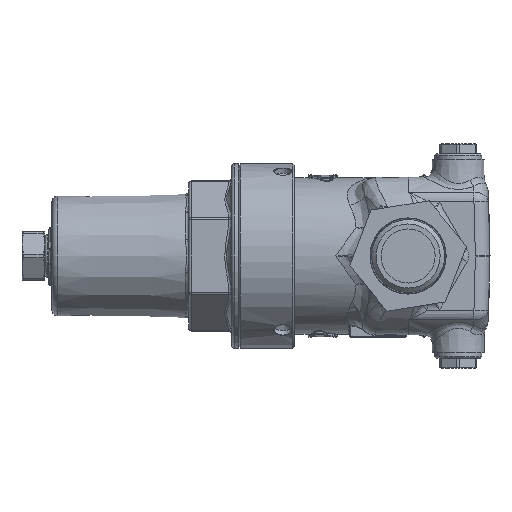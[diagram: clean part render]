
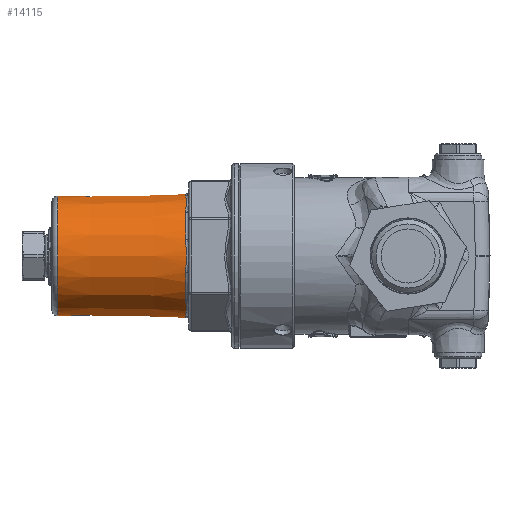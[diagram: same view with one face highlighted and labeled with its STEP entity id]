
A CAD part, left-side view. The second image highlights one B-rep face of the part: STEP entity #14115.
In plain terms, the highlighted conical face has half-angle 1 degrees and reference radius 21.55 mm.
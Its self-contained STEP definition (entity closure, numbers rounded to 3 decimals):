
#1447=B_SPLINE_CURVE_WITH_KNOTS('',3,(#39184,#39185,#39186,#39187,#39188),
 .UNSPECIFIED.,.F.,.F.,(4,1,4),(-3.142,-1.346,0.),
 .UNSPECIFIED.);
#1448=B_SPLINE_CURVE_WITH_KNOTS('',3,(#39192,#39193,#39194,#39195,#39196,
#39197),.UNSPECIFIED.,.F.,.F.,(4,1,1,4),(-3.142,-1.346,
0.449,3.142),.UNSPECIFIED.);
#1449=B_SPLINE_CURVE_WITH_KNOTS('',3,(#39201,#39202,#39203,#39204,#39205,
#39206),.UNSPECIFIED.,.F.,.F.,(4,1,1,4),(-3.142,-1.346,
0.449,3.142),.UNSPECIFIED.);
#1450=B_SPLINE_CURVE_WITH_KNOTS('',3,(#39210,#39211,#39212,#39213,#39214,
#39215),.UNSPECIFIED.,.F.,.F.,(4,1,1,4),(-3.142,-1.346,
0.449,3.142),.UNSPECIFIED.);
#1451=B_SPLINE_CURVE_WITH_KNOTS('',3,(#39219,#39220,#39221,#39222,#39223,
#39224),.UNSPECIFIED.,.F.,.F.,(4,1,1,4),(-3.142,-1.346,
0.449,3.142),.UNSPECIFIED.);
#1452=B_SPLINE_CURVE_WITH_KNOTS('',3,(#39228,#39229,#39230,#39231,#39232,
#39233),.UNSPECIFIED.,.F.,.F.,(4,1,1,4),(-3.142,-1.346,
0.449,3.142),.UNSPECIFIED.);
#1453=B_SPLINE_CURVE_WITH_KNOTS('',3,(#39236,#39237,#39238,#39239,#39240),
 .UNSPECIFIED.,.F.,.F.,(4,1,4),(0.,0.449,
3.142),.UNSPECIFIED.);
#1794=CONICAL_SURFACE('',#15187,21.55,0.017);
#2152=LINE('',#39182,#2610);
#2610=VECTOR('',#17474,21.55);
#3613=FACE_OUTER_BOUND('',#4511,.T.);
#4511=EDGE_LOOP('',(#12312,#12313,#12314,#12315,#12316,#12317,#12318,#12319,
#12320,#12321,#12322,#12323,#12324,#12325,#12326,#12327));
#5074=CIRCLE('',#15100,21.034);
#5125=CIRCLE('',#15188,21.821);
#5126=CIRCLE('',#15189,21.821);
#5127=CIRCLE('',#15190,21.821);
#5128=CIRCLE('',#15191,21.821);
#5129=CIRCLE('',#15192,21.821);
#5130=CIRCLE('',#15193,21.821);
#6198=VERTEX_POINT('',#37899);
#6281=VERTEX_POINT('',#39181);
#6282=VERTEX_POINT('',#39183);
#6283=VERTEX_POINT('',#39189);
#6284=VERTEX_POINT('',#39191);
#6285=VERTEX_POINT('',#39198);
#6286=VERTEX_POINT('',#39200);
#6287=VERTEX_POINT('',#39207);
#6288=VERTEX_POINT('',#39209);
#6289=VERTEX_POINT('',#39216);
#6290=VERTEX_POINT('',#39218);
#6291=VERTEX_POINT('',#39225);
#6292=VERTEX_POINT('',#39227);
#6293=VERTEX_POINT('',#39234);
#8217=EDGE_CURVE('',#6198,#6198,#5074,.T.);
#8349=EDGE_CURVE('',#6198,#6281,#2152,.T.);
#8350=EDGE_CURVE('',#6282,#6281,#1447,.T.);
#8351=EDGE_CURVE('',#6283,#6282,#5125,.T.);
#8352=EDGE_CURVE('',#6284,#6283,#1448,.T.);
#8353=EDGE_CURVE('',#6285,#6284,#5126,.T.);
#8354=EDGE_CURVE('',#6286,#6285,#1449,.T.);
#8355=EDGE_CURVE('',#6287,#6286,#5127,.T.);
#8356=EDGE_CURVE('',#6288,#6287,#1450,.T.);
#8357=EDGE_CURVE('',#6289,#6288,#5128,.T.);
#8358=EDGE_CURVE('',#6290,#6289,#1451,.T.);
#8359=EDGE_CURVE('',#6291,#6290,#5129,.T.);
#8360=EDGE_CURVE('',#6292,#6291,#1452,.T.);
#8361=EDGE_CURVE('',#6293,#6292,#5130,.T.);
#8362=EDGE_CURVE('',#6281,#6293,#1453,.T.);
#12312=ORIENTED_EDGE('',*,*,#8217,.F.);
#12313=ORIENTED_EDGE('',*,*,#8349,.T.);
#12314=ORIENTED_EDGE('',*,*,#8350,.F.);
#12315=ORIENTED_EDGE('',*,*,#8351,.F.);
#12316=ORIENTED_EDGE('',*,*,#8352,.F.);
#12317=ORIENTED_EDGE('',*,*,#8353,.F.);
#12318=ORIENTED_EDGE('',*,*,#8354,.F.);
#12319=ORIENTED_EDGE('',*,*,#8355,.F.);
#12320=ORIENTED_EDGE('',*,*,#8356,.F.);
#12321=ORIENTED_EDGE('',*,*,#8357,.F.);
#12322=ORIENTED_EDGE('',*,*,#8358,.F.);
#12323=ORIENTED_EDGE('',*,*,#8359,.F.);
#12324=ORIENTED_EDGE('',*,*,#8360,.F.);
#12325=ORIENTED_EDGE('',*,*,#8361,.F.);
#12326=ORIENTED_EDGE('',*,*,#8362,.F.);
#12327=ORIENTED_EDGE('',*,*,#8349,.F.);
#14115=ADVANCED_FACE('',(#3613),#1794,.T.);
#15100=AXIS2_PLACEMENT_3D('',#37901,#17269,#17270);
#15187=AXIS2_PLACEMENT_3D('',#39180,#17472,#17473);
#15188=AXIS2_PLACEMENT_3D('',#39190,#17475,#17476);
#15189=AXIS2_PLACEMENT_3D('',#39199,#17477,#17478);
#15190=AXIS2_PLACEMENT_3D('',#39208,#17479,#17480);
#15191=AXIS2_PLACEMENT_3D('',#39217,#17481,#17482);
#15192=AXIS2_PLACEMENT_3D('',#39226,#17483,#17484);
#15193=AXIS2_PLACEMENT_3D('',#39235,#17485,#17486);
#17269=DIRECTION('center_axis',(0.,1.,0.));
#17270=DIRECTION('ref_axis',(-1.,0.,0.));
#17472=DIRECTION('center_axis',(0.,-1.,0.));
#17473=DIRECTION('ref_axis',(1.,0.,0.));
#17474=DIRECTION('',(-0.017,-1.,0.));
#17475=DIRECTION('center_axis',(0.,-1.,0.));
#17476=DIRECTION('ref_axis',(1.,0.,0.));
#17477=DIRECTION('center_axis',(0.,-1.,0.));
#17478=DIRECTION('ref_axis',(1.,0.,0.));
#17479=DIRECTION('center_axis',(0.,-1.,0.));
#17480=DIRECTION('ref_axis',(1.,0.,0.));
#17481=DIRECTION('center_axis',(0.,-1.,0.));
#17482=DIRECTION('ref_axis',(1.,0.,0.));
#17483=DIRECTION('center_axis',(0.,-1.,0.));
#17484=DIRECTION('ref_axis',(1.,0.,0.));
#17485=DIRECTION('center_axis',(0.,-1.,0.));
#17486=DIRECTION('ref_axis',(1.,0.,0.));
#37899=CARTESIAN_POINT('',(-21.034,123.269,0.));
#37901=CARTESIAN_POINT('Origin',(0.,123.269,
0.));
#39180=CARTESIAN_POINT('Origin',(0.,93.7,0.));
#39181=CARTESIAN_POINT('',(-21.824,78.005,0.));
#39182=CARTESIAN_POINT('',(-21.55,93.7,0.));
#39183=CARTESIAN_POINT('',(-21.036,78.183,5.799));
#39184=CARTESIAN_POINT('Ctrl Pts',(-21.036,78.183,5.799));
#39185=CARTESIAN_POINT('Ctrl Pts',(-21.333,78.183,4.72));
#39186=CARTESIAN_POINT('Ctrl Pts',(-21.71,78.064,2.796));
#39187=CARTESIAN_POINT('Ctrl Pts',(-21.824,78.006,0.839));
#39188=CARTESIAN_POINT('Ctrl Pts',(-21.824,78.005,0.));
#39189=CARTESIAN_POINT('',(-15.54,78.183,15.318));
#39190=CARTESIAN_POINT('Origin',(0.,78.183,
0.));
#39191=CARTESIAN_POINT('',(-5.496,78.183,21.117));
#39192=CARTESIAN_POINT('Ctrl Pts',(-5.496,78.183,21.117));
#39193=CARTESIAN_POINT('Ctrl Pts',(-6.579,78.183,20.835));
#39194=CARTESIAN_POINT('Ctrl Pts',(-8.698,78.047,20.109));
#39195=CARTESIAN_POINT('Ctrl Pts',(-12.174,77.949,18.278));
#39196=CARTESIAN_POINT('Ctrl Pts',(-14.362,78.183,16.513));
#39197=CARTESIAN_POINT('Ctrl Pts',(-15.54,78.183,15.318));
#39198=CARTESIAN_POINT('',(5.496,78.183,21.117));
#39199=CARTESIAN_POINT('Origin',(0.,78.183,
0.));
#39200=CARTESIAN_POINT('',(15.54,78.183,15.318));
#39201=CARTESIAN_POINT('Ctrl Pts',(15.54,78.183,15.318));
#39202=CARTESIAN_POINT('Ctrl Pts',(14.755,78.183,16.115));
#39203=CARTESIAN_POINT('Ctrl Pts',(13.066,78.047,17.587));
#39204=CARTESIAN_POINT('Ctrl Pts',(9.742,77.949,19.682));
#39205=CARTESIAN_POINT('Ctrl Pts',(7.12,78.183,20.695));
#39206=CARTESIAN_POINT('Ctrl Pts',(5.496,78.183,21.117));
#39207=CARTESIAN_POINT('',(21.036,78.183,5.799));
#39208=CARTESIAN_POINT('Origin',(0.,78.183,
0.));
#39209=CARTESIAN_POINT('',(21.036,78.183,-5.799));
#39210=CARTESIAN_POINT('Ctrl Pts',(21.036,78.183,-5.799));
#39211=CARTESIAN_POINT('Ctrl Pts',(21.333,78.183,-4.72));
#39212=CARTESIAN_POINT('Ctrl Pts',(21.764,78.047,-2.522));
#39213=CARTESIAN_POINT('Ctrl Pts',(21.916,77.949,1.404));
#39214=CARTESIAN_POINT('Ctrl Pts',(21.482,78.183,4.181));
#39215=CARTESIAN_POINT('Ctrl Pts',(21.036,78.183,5.799));
#39216=CARTESIAN_POINT('',(15.54,78.183,-15.318));
#39217=CARTESIAN_POINT('Origin',(0.,78.183,
0.));
#39218=CARTESIAN_POINT('',(5.496,78.183,-21.117));
#39219=CARTESIAN_POINT('Ctrl Pts',(5.496,78.183,-21.117));
#39220=CARTESIAN_POINT('Ctrl Pts',(6.579,78.183,-20.835));
#39221=CARTESIAN_POINT('Ctrl Pts',(8.698,78.047,-20.109));
#39222=CARTESIAN_POINT('Ctrl Pts',(12.174,77.949,-18.278));
#39223=CARTESIAN_POINT('Ctrl Pts',(14.362,78.183,-16.513));
#39224=CARTESIAN_POINT('Ctrl Pts',(15.54,78.183,-15.318));
#39225=CARTESIAN_POINT('',(-5.496,78.183,-21.117));
#39226=CARTESIAN_POINT('Origin',(0.,78.183,
0.));
#39227=CARTESIAN_POINT('',(-15.54,78.183,-15.318));
#39228=CARTESIAN_POINT('Ctrl Pts',(-15.54,78.183,-15.318));
#39229=CARTESIAN_POINT('Ctrl Pts',(-14.755,78.183,-16.115));
#39230=CARTESIAN_POINT('Ctrl Pts',(-13.066,78.047,-17.587));
#39231=CARTESIAN_POINT('Ctrl Pts',(-9.742,77.949,-19.682));
#39232=CARTESIAN_POINT('Ctrl Pts',(-7.12,78.183,-20.695));
#39233=CARTESIAN_POINT('Ctrl Pts',(-5.496,78.183,-21.117));
#39234=CARTESIAN_POINT('',(-21.036,78.183,-5.799));
#39235=CARTESIAN_POINT('Origin',(0.,78.183,
0.));
#39236=CARTESIAN_POINT('Ctrl Pts',(-21.824,78.005,0.));
#39237=CARTESIAN_POINT('Ctrl Pts',(-21.824,78.004,-0.28));
#39238=CARTESIAN_POINT('Ctrl Pts',(-21.786,78.019,-2.237));
#39239=CARTESIAN_POINT('Ctrl Pts',(-21.482,78.183,-4.181));
#39240=CARTESIAN_POINT('Ctrl Pts',(-21.036,78.183,-5.799));
